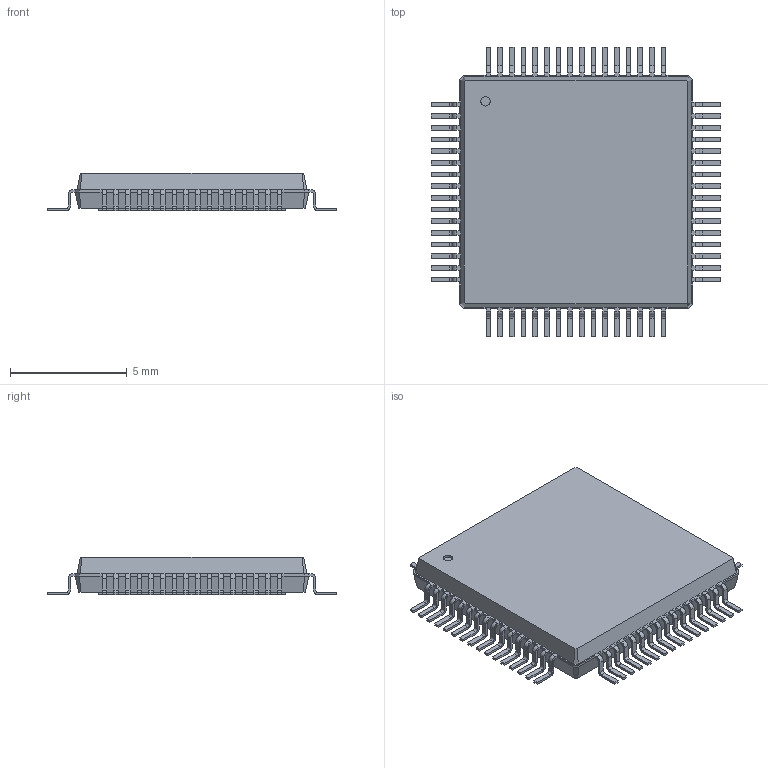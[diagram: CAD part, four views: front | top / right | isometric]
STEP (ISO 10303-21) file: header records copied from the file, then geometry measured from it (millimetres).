
FILE_DESCRIPTION(/* description */ ('model of TQFP-64_10x10mm_Pitch0.5mm_EP8x8mm'),/* implementation_level */ '2;1');
FILE_NAME(/* name */ 'TQFP-64_10x10mm_Pitch0.5mm_EP8x8mm.step',/* time_stamp */ '2018-11-04T14:38:17',/* author */ ('kicad StepUp','ksu'),/* organization */ ('FreeCAD'),/* preprocessor_version */ 'OCC',/* originating_system */ 'kicad StepUp',/* authorisation */ '');
FILE_SCHEMA(('AUTOMOTIVE_DESIGN { 1 0 10303 214 1 1 1 1 }'));
Length unit declared in the file: millimetre
Products named in the file (1): TQFP_64_10x10mm_Pitch05mm_EP8x8mm
Bounding box: 12.4 x 12.4 x 1.6 mm (x, y, z)
Volume: 152.6 mm3; surface area: 323 mm2
Topology: 1 solids, 1 shells, 1001 faces, 2711 edges, 1714 vertices
Faces by surface type: plane 656, cylinder 257, bspline 88
Full cylindrical faces by diameter (mm): 0.4 x1
Entity records: 19909 total; most frequent: ORIENTED_EDGE 4632, EDGE_CURVE 2711, CARTESIAN_POINT 2357, LINE 1717, VERTEX_POINT 1714, AXIS2_PLACEMENT_3D 1251, FACE_BOUND 1003, EDGE_LOOP 1003
